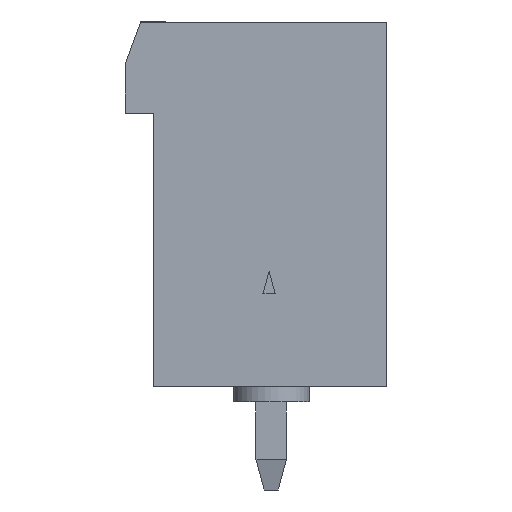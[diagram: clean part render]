
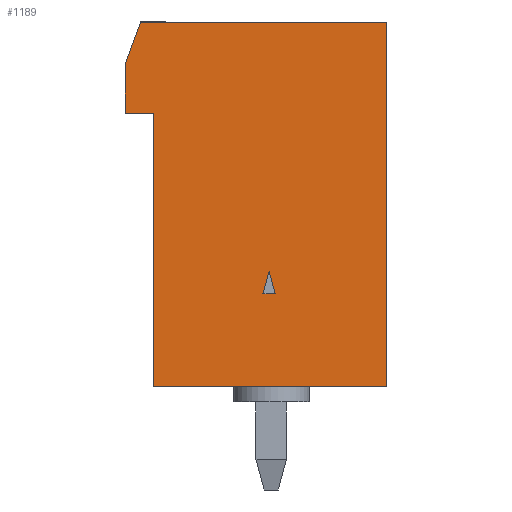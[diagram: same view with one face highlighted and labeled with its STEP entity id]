
A CAD part, left-side view. The second image highlights one B-rep face of the part: STEP entity #1189.
In plain terms, the highlighted planar face has unit normal (-1, 0, 0).
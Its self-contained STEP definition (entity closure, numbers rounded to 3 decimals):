
#709=CARTESIAN_POINT('',(-20.32,-3.8,0.));
#710=VERTEX_POINT('',#709);
#717=CARTESIAN_POINT('',(-20.32,3.87,0.));
#718=VERTEX_POINT('',#717);
#719=CARTESIAN_POINT('',(-20.32,3.87,0.));
#720=DIRECTION('',(0.0,-1.0,0.0));
#721=VECTOR('',#720,7.67);
#722=LINE('',#719,#721);
#723=EDGE_CURVE('',#718,#710,#722,.T.);
#1031=CARTESIAN_POINT('',(-20.32,0.271,3.05));
#1032=VERTEX_POINT('',#1031);
#1049=CARTESIAN_POINT('',(-20.32,0.07,3.8));
#1050=VERTEX_POINT('',#1049);
#1057=CARTESIAN_POINT('',(-20.32,0.07,3.8));
#1058=DIRECTION('',(0.0,0.259,-0.966));
#1059=VECTOR('',#1058,0.776);
#1060=LINE('',#1057,#1059);
#1061=EDGE_CURVE('',#1050,#1032,#1060,.T.);
#1073=CARTESIAN_POINT('',(-20.32,-0.131,3.05));
#1074=VERTEX_POINT('',#1073);
#1088=CARTESIAN_POINT('',(-20.32,0.271,3.05));
#1089=DIRECTION('',(0.0,-1.0,0.0));
#1090=VECTOR('',#1089,0.402);
#1091=LINE('',#1088,#1090);
#1092=EDGE_CURVE('',#1032,#1074,#1091,.T.);
#1110=CARTESIAN_POINT('',(-20.32,-0.131,3.05));
#1111=DIRECTION('',(0.0,0.259,0.966));
#1112=VECTOR('',#1111,0.776);
#1113=LINE('',#1110,#1112);
#1114=EDGE_CURVE('',#1074,#1050,#1113,.T.);
#1130=CARTESIAN_POINT('',(-20.32,-4.23,-0.6));
#1131=DIRECTION('',(-1.0,0.0,0.0));
#1132=DIRECTION('',(0.0,0.0,1.0));
#1133=AXIS2_PLACEMENT_3D('',#1130,#1131,#1132);
#1134=PLANE('',#1133);
#1135=CARTESIAN_POINT('',(-20.32,-3.8,12.));
#1136=VERTEX_POINT('',#1135);
#1137=CARTESIAN_POINT('',(-20.32,4.3,12.));
#1138=VERTEX_POINT('',#1137);
#1139=CARTESIAN_POINT('',(-20.32,-3.8,12.));
#1140=DIRECTION('',(0.0,1.0,0.0));
#1141=VECTOR('',#1140,8.1);
#1142=LINE('',#1139,#1141);
#1143=EDGE_CURVE('',#1136,#1138,#1142,.T.);
#1144=ORIENTED_EDGE('',*,*,#1143,.T.);
#1145=CARTESIAN_POINT('',(-20.32,4.8,10.626));
#1146=VERTEX_POINT('',#1145);
#1147=CARTESIAN_POINT('',(-20.32,4.8,10.626));
#1148=DIRECTION('',(0.0,-0.342,0.94));
#1149=VECTOR('',#1148,1.462);
#1150=LINE('',#1147,#1149);
#1151=EDGE_CURVE('',#1146,#1138,#1150,.T.);
#1152=ORIENTED_EDGE('',*,*,#1151,.F.);
#1153=CARTESIAN_POINT('',(-20.32,4.8,9.));
#1154=VERTEX_POINT('',#1153);
#1155=CARTESIAN_POINT('',(-20.32,4.8,9.));
#1156=DIRECTION('',(0.0,0.0,1.0));
#1157=VECTOR('',#1156,1.626);
#1158=LINE('',#1155,#1157);
#1159=EDGE_CURVE('',#1154,#1146,#1158,.T.);
#1160=ORIENTED_EDGE('',*,*,#1159,.F.);
#1161=CARTESIAN_POINT('',(-20.32,3.87,9.));
#1162=VERTEX_POINT('',#1161);
#1163=CARTESIAN_POINT('',(-20.32,3.87,9.));
#1164=DIRECTION('',(0.0,1.0,0.0));
#1165=VECTOR('',#1164,0.93);
#1166=LINE('',#1163,#1165);
#1167=EDGE_CURVE('',#1162,#1154,#1166,.T.);
#1168=ORIENTED_EDGE('',*,*,#1167,.F.);
#1169=CARTESIAN_POINT('',(-20.32,3.87,9.));
#1170=DIRECTION('',(0.0,0.0,-1.0));
#1171=VECTOR('',#1170,9.0);
#1172=LINE('',#1169,#1171);
#1173=EDGE_CURVE('',#1162,#718,#1172,.T.);
#1174=ORIENTED_EDGE('',*,*,#1173,.T.);
#1175=ORIENTED_EDGE('',*,*,#723,.T.);
#1176=CARTESIAN_POINT('',(-20.32,-3.8,12.));
#1177=DIRECTION('',(0.0,0.0,-1.0));
#1178=VECTOR('',#1177,12.0);
#1179=LINE('',#1176,#1178);
#1180=EDGE_CURVE('',#1136,#710,#1179,.T.);
#1181=ORIENTED_EDGE('',*,*,#1180,.F.);
#1182=EDGE_LOOP('',(#1144,#1152,#1160,#1168,#1174,#1175,#1181));
#1183=FACE_OUTER_BOUND('',#1182,.T.);
#1184=ORIENTED_EDGE('',*,*,#1061,.F.);
#1185=ORIENTED_EDGE('',*,*,#1114,.F.);
#1186=ORIENTED_EDGE('',*,*,#1092,.F.);
#1187=EDGE_LOOP('',(#1184,#1185,#1186));
#1188=FACE_BOUND('',#1187,.T.);
#1189=ADVANCED_FACE('',(#1183,#1188),#1134,.T.);
